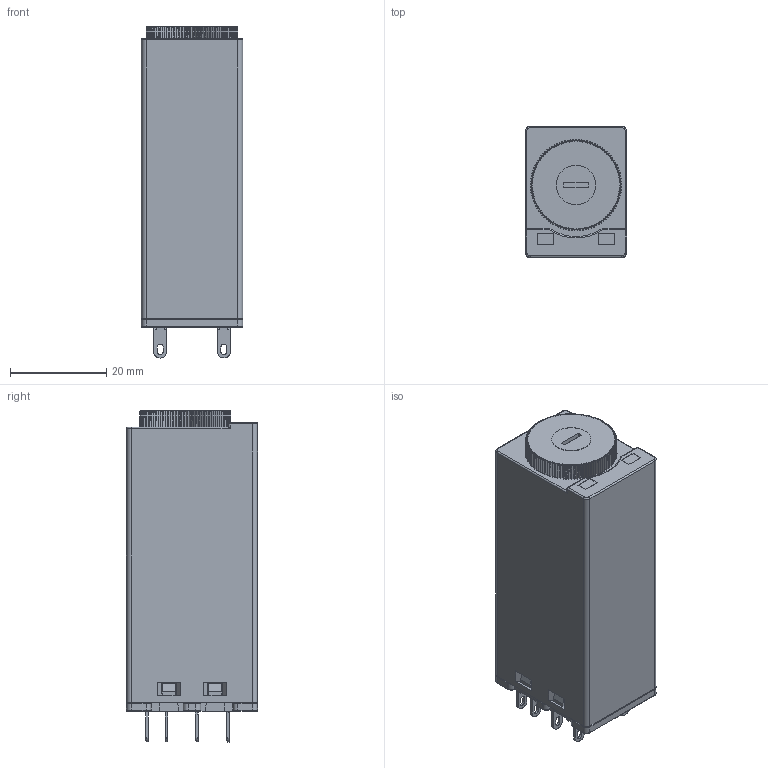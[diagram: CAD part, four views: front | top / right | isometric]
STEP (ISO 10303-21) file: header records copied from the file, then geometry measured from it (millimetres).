
FILE_DESCRIPTION (( 'STEP AP203' ), '1' );
FILE_NAME ('CTR-470-TN-2-30S-A230-NMU_Ðåëå çàäåðæêè âêëþ÷åíèÿ TN ìèíè. 2CO 5À 30ñåê 230Â AC ONI.stp', '2024-12-16T10:10:54', ( '' ), ( '' ), 'SwSTEP 2.0', 'SolidWorks 2022', '' );
FILE_SCHEMA (( 'CONFIG_CONTROL_DESIGN' ));
Length unit declared in the file: millimetre
Products named in the file (1): CTR-470-TN-2-30S-A230-NMU_Реле задержки включения TN мини. 2CO 5А 30сек 230В AC ONI
Bounding box: 21 x 27.2 x 68.9 mm (x, y, z)
Volume: 32106.5 mm3; surface area: 17308.5 mm2
Topology: 1 solids, 50 shells, 1699 faces, 4554 edges, 2939 vertices
Faces by surface type: plane 1080, cylinder 316, torus 141, cone 107, bspline 40, sphere 15
Entity records: 54378 total; most frequent: CARTESIAN_POINT 11880, ORIENTED_EDGE 9078, DIRECTION 8562, EDGE_CURVE 4539, LINE 2994, VECTOR 2994, VERTEX_POINT 2939, AXIS2_PLACEMENT_3D 2784
